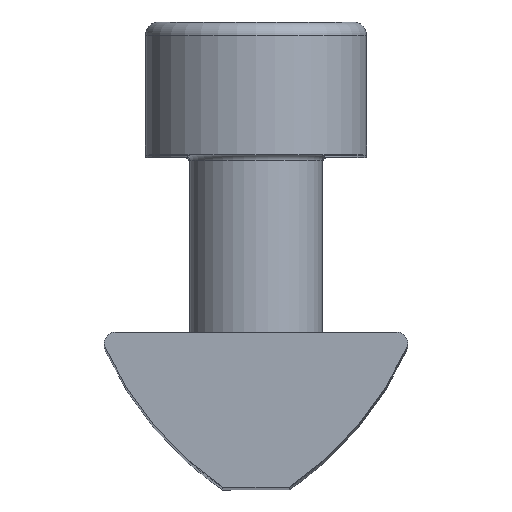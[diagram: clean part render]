
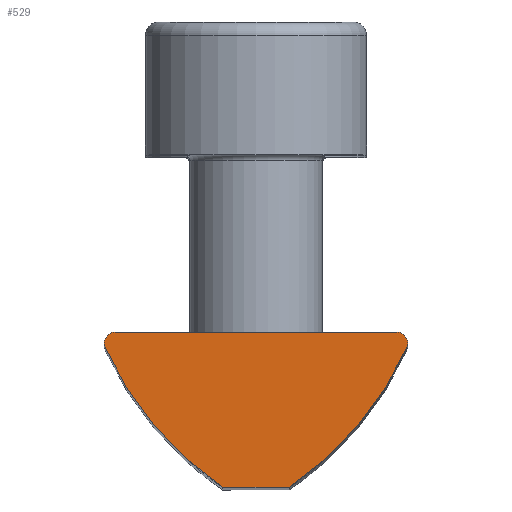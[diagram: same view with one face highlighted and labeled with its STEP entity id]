
A CAD part, top view. The second image highlights one B-rep face of the part: STEP entity #529.
In plain terms, the highlighted planar face has unit normal (0, 0, 1).
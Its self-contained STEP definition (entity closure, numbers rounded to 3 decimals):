
#50=PLANE('',#626);
#71=FACE_OUTER_BOUND('',#100,.T.);
#100=EDGE_LOOP('',(#419,#420,#421,#422,#423,#424));
#131=LINE('',#949,#163);
#134=LINE('',#958,#166);
#163=VECTOR('',#722,1000.);
#166=VECTOR('',#733,1000.);
#197=CIRCLE('',#611,0.5);
#200=CIRCLE('',#617,0.5);
#201=CIRCLE('',#620,15.);
#204=CIRCLE('',#625,15.);
#236=VERTEX_POINT('',#921);
#237=VERTEX_POINT('',#922);
#244=VERTEX_POINT('',#942);
#245=VERTEX_POINT('',#944);
#246=VERTEX_POINT('',#951);
#247=VERTEX_POINT('',#956);
#293=EDGE_CURVE('',#236,#237,#197,.T.);
#304=EDGE_CURVE('',#245,#244,#200,.T.);
#307=EDGE_CURVE('',#244,#236,#131,.T.);
#309=EDGE_CURVE('',#237,#246,#201,.T.);
#312=EDGE_CURVE('',#246,#247,#134,.T.);
#314=EDGE_CURVE('',#247,#245,#204,.T.);
#419=ORIENTED_EDGE('',*,*,#304,.T.);
#420=ORIENTED_EDGE('',*,*,#307,.T.);
#421=ORIENTED_EDGE('',*,*,#293,.T.);
#422=ORIENTED_EDGE('',*,*,#309,.T.);
#423=ORIENTED_EDGE('',*,*,#312,.T.);
#424=ORIENTED_EDGE('',*,*,#314,.T.);
#529=ADVANCED_FACE('',(#71),#50,.F.);
#611=AXIS2_PLACEMENT_3D('',#923,#696,#697);
#617=AXIS2_PLACEMENT_3D('',#945,#716,#717);
#620=AXIS2_PLACEMENT_3D('',#953,#726,#727);
#625=AXIS2_PLACEMENT_3D('',#961,#738,#739);
#626=AXIS2_PLACEMENT_3D('',#962,#740,#741);
#696=DIRECTION('center_axis',(0.,0.,1.));
#697=DIRECTION('ref_axis',(1.,0.,0.));
#716=DIRECTION('center_axis',(0.,0.,1.));
#717=DIRECTION('ref_axis',(-1.,0.,0.));
#722=DIRECTION('',(-1.,0.,0.));
#726=DIRECTION('center_axis',(0.,0.,1.));
#727=DIRECTION('ref_axis',(1.,0.,0.));
#733=DIRECTION('',(1.,0.,0.));
#738=DIRECTION('center_axis',(0.,0.,1.));
#739=DIRECTION('ref_axis',(-1.,0.,0.));
#740=DIRECTION('center_axis',(0.,0.,-1.));
#741=DIRECTION('ref_axis',(-1.,0.,0.));
#921=CARTESIAN_POINT('',(-6.35,0.,38.));
#922=CARTESIAN_POINT('',(-6.806,-0.705,38.));
#923=CARTESIAN_POINT('Origin',(-6.35,-0.5,38.));
#942=CARTESIAN_POINT('',(6.35,0.,38.));
#944=CARTESIAN_POINT('',(6.806,-0.705,38.));
#945=CARTESIAN_POINT('Origin',(6.35,-0.5,38.));
#949=CARTESIAN_POINT('',(6.35,0.,38.));
#951=CARTESIAN_POINT('',(-1.5,-7.,38.));
#953=CARTESIAN_POINT('Origin',(6.876,5.444,38.));
#956=CARTESIAN_POINT('',(1.5,-7.,38.));
#958=CARTESIAN_POINT('',(1.5,-7.,38.));
#961=CARTESIAN_POINT('Origin',(-6.876,5.444,38.));
#962=CARTESIAN_POINT('Origin',(6.35,-0.5,38.));
